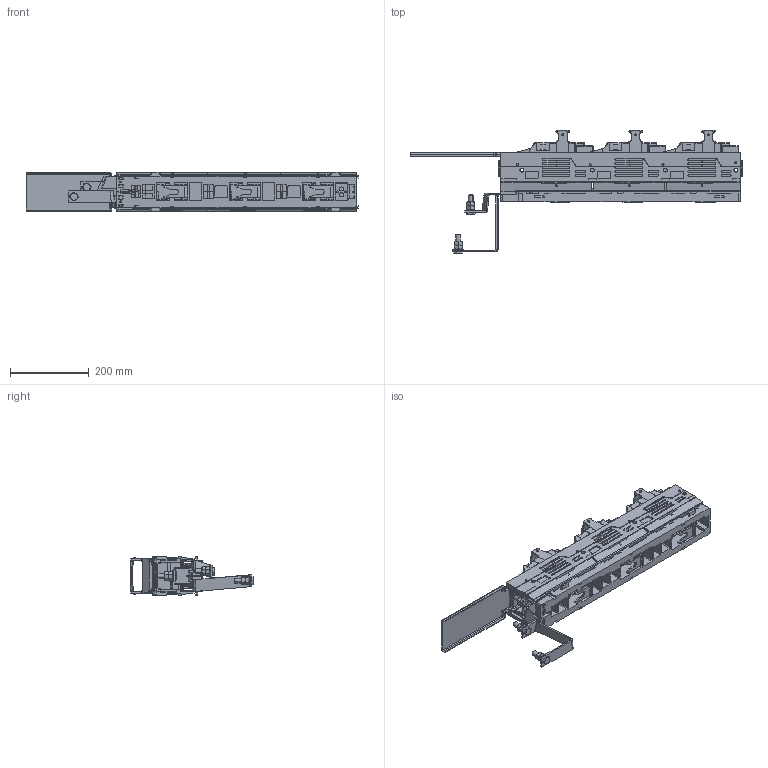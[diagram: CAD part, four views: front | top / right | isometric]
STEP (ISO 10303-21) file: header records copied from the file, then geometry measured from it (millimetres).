
FILE_DESCRIPTION (( 'STEP AP203' ), '1' );
FILE_NAME ('ARS 2-1-T 400A.STEP', '2022-10-14T17:19:08', ( '' ), ( '' ), 'SwSTEP 2.0', 'SolidWorks 2018', '' );
FILE_SCHEMA (( 'CONFIG_CONTROL_DESIGN' ));
Length unit declared in the file: millimetre
Products named in the file (1): ARS 2-1-T 400A
Bounding box: 842.5 x 313.34 x 99.55 mm (x, y, z)
Surface area: 909231.3 mm2 (no closed solid volume)
Topology: 0 solids, 79 shells, 2273 faces, 8771 edges, 6393 vertices
Faces by surface type: plane 1303, cylinder 731, bspline 81, cone 65, sphere 59, torus 34
Entity records: 101268 total; most frequent: CARTESIAN_POINT 28981, DIRECTION 14659, ORIENTED_EDGE 13722, EDGE_CURVE 8752, VERTEX_POINT 6393, VECTOR 6343, LINE 6343, AXIS2_PLACEMENT_3D 4158
